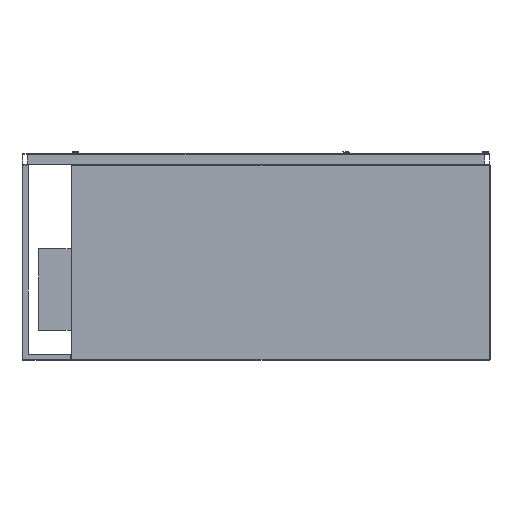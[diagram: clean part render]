
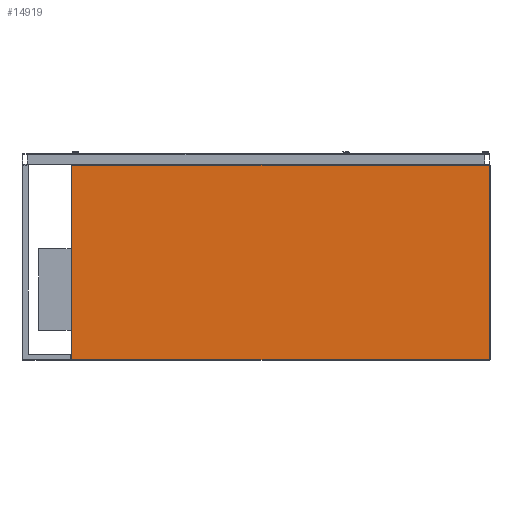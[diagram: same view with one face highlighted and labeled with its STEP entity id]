
A CAD part, front view. The second image highlights one B-rep face of the part: STEP entity #14919.
In plain terms, the highlighted planar face has unit normal (0, -1, 0).
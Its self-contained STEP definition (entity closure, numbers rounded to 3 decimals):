
#63 = PLANE ( 'NONE',  #19611 ) ;
#2395 = VERTEX_POINT ( 'NONE', #17809 ) ;
#2874 = LINE ( 'NONE', #19511, #13576 ) ;
#3250 = DIRECTION ( 'NONE',  ( 0., -1., 0. ) ) ;
#3540 = VERTEX_POINT ( 'NONE', #15701 ) ;
#4327 = VERTEX_POINT ( 'NONE', #16971 ) ;
#4747 = LINE ( 'NONE', #15456, #17389 ) ;
#5596 = EDGE_CURVE ( 'NONE', #4327, #6642, #4747, .T. ) ;
#6051 = ORIENTED_EDGE ( 'NONE', *, *, #16062, .T. ) ;
#6384 = CARTESIAN_POINT ( 'NONE',  ( -772.5, -350., -760. ) ) ;
#6465 = EDGE_CURVE ( 'NONE', #2395, #3540, #18504, .T. ) ;
#6642 = VERTEX_POINT ( 'NONE', #17892 ) ;
#7090 = CARTESIAN_POINT ( 'NONE',  ( -772.5, -350., -758. ) ) ;
#8599 = LINE ( 'NONE', #7090, #14174 ) ;
#9391 = DIRECTION ( 'NONE',  ( 0., 0., -1. ) ) ;
#9553 = DIRECTION ( 'NONE',  ( 0., 0., 1. ) ) ;
#10752 = EDGE_LOOP ( 'NONE', ( #6051, #11226, #12810, #17933 ) ) ;
#11226 = ORIENTED_EDGE ( 'NONE', *, *, #6465, .T. ) ;
#12810 = ORIENTED_EDGE ( 'NONE', *, *, #14635, .T. ) ;
#13576 = VECTOR ( 'NONE', #18134, 1000. ) ;
#13807 = FACE_OUTER_BOUND ( 'NONE', #10752, .T. ) ;
#14174 = VECTOR ( 'NONE', #16017, 1000. ) ;
#14635 = EDGE_CURVE ( 'NONE', #3540, #4327, #8599, .T. ) ;
#14919 = ADVANCED_FACE ( 'Fl�che8', ( #13807 ), #63, .T. ) ;
#15384 = CARTESIAN_POINT ( 'NONE',  ( -770.5, -350., -760. ) ) ;
#15456 = CARTESIAN_POINT ( 'NONE',  ( 770.5, -350., -760. ) ) ;
#15588 = DIRECTION ( 'NONE',  ( 0., 0., -1. ) ) ;
#15701 = CARTESIAN_POINT ( 'NONE',  ( -770.5, -350., -758. ) ) ;
#16017 = DIRECTION ( 'NONE',  ( 1., 0., 0. ) ) ;
#16062 = EDGE_CURVE ( 'NONE', #6642, #2395, #2874, .T. ) ;
#16125 = VECTOR ( 'NONE', #15588, 1000. ) ;
#16971 = CARTESIAN_POINT ( 'NONE',  ( 770.5, -350., -758. ) ) ;
#17389 = VECTOR ( 'NONE', #9553, 1000. ) ;
#17809 = CARTESIAN_POINT ( 'NONE',  ( -770.5, -350., -42. ) ) ;
#17892 = CARTESIAN_POINT ( 'NONE',  ( 770.5, -350., -42. ) ) ;
#17933 = ORIENTED_EDGE ( 'NONE', *, *, #5596, .T. ) ;
#18134 = DIRECTION ( 'NONE',  ( -1., 0., 0. ) ) ;
#18504 = LINE ( 'NONE', #15384, #16125 ) ;
#19511 = CARTESIAN_POINT ( 'NONE',  ( -772.5, -350., -42. ) ) ;
#19611 = AXIS2_PLACEMENT_3D ( 'NONE', #6384, #3250, #9391 ) ;
